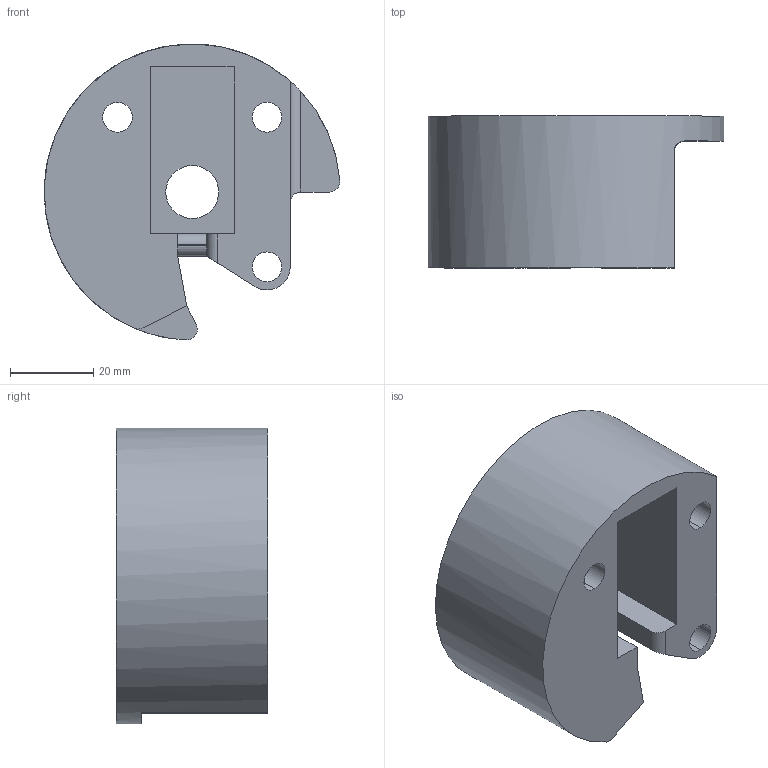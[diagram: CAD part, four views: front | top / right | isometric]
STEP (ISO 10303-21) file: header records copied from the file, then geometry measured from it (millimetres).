
FILE_DESCRIPTION (( 'STEP AP214' ), '1' );
FILE_NAME ('smartahhsled.STEP', '2025-11-22T22:03:05', ( '' ), ( '' ), 'SwSTEP 2.0', 'SolidWorks 2025', '' );
FILE_SCHEMA (( 'AUTOMOTIVE_DESIGN' ));
Length unit declared in the file: inch
Products named in the file (1): smartahhsled
Bounding box: 71.01 x 36.45 x 71.08 mm (x, y, z)
Volume: 72175.9 mm3; surface area: 24819 mm2
Topology: 1 solids, 1 shells, 65 faces, 171 edges, 112 vertices
Faces by surface type: cylinder 35, plane 30
Entity records: 2083 total; most frequent: DIRECTION 368, CARTESIAN_POINT 368, ORIENTED_EDGE 342, EDGE_CURVE 171, AXIS2_PLACEMENT_3D 134, VERTEX_POINT 112, LINE 100, VECTOR 100
